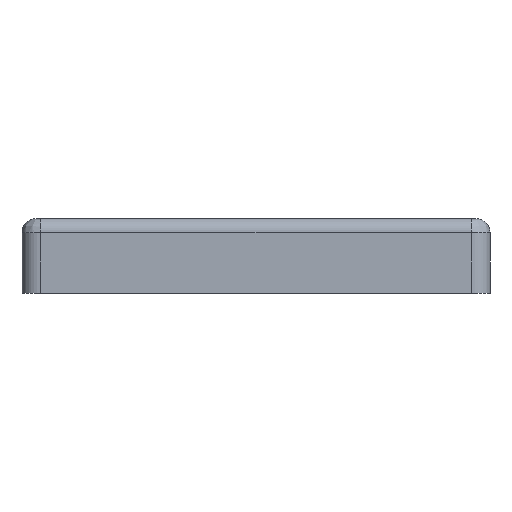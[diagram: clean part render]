
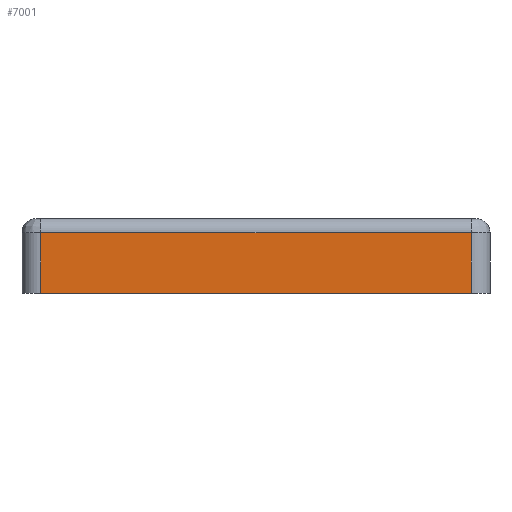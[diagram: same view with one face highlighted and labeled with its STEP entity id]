
A CAD part, front view. The second image highlights one B-rep face of the part: STEP entity #7001.
In plain terms, the highlighted planar face has unit normal (0, -1, 0).
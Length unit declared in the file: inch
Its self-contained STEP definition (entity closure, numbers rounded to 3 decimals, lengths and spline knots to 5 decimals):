
#661 = DIRECTION ( 'NONE',  ( 0., 0., 1. ) ) ;
#685 = DIRECTION ( 'NONE',  ( 0., 1., 0. ) ) ;
#696 = CARTESIAN_POINT ( 'NONE',  ( 1.81102, -1.9685, 0. ) ) ;
#697 = CARTESIAN_POINT ( 'NONE',  ( -1.9685, -1.9685, 0.62992 ) ) ;
#750 = LINE ( 'NONE', #1860, #4966 ) ;
#900 = VERTEX_POINT ( 'NONE', #9403 ) ;
#1013 = PLANE ( 'NONE',  #8044 ) ;
#1281 = LINE ( 'NONE', #6357, #7579 ) ;
#1358 = EDGE_CURVE ( 'NONE', #5319, #5894, #4996, .T. ) ;
#1539 = LINE ( 'NONE', #3636, #5758 ) ;
#1777 = ORIENTED_EDGE ( 'NONE', *, *, #2902, .F. ) ;
#1860 = CARTESIAN_POINT ( 'NONE',  ( -1.81102, -1.9685, 0.62992 ) ) ;
#2777 = CARTESIAN_POINT ( 'NONE',  ( -1.81102, -1.9685, 0.51181 ) ) ;
#2902 = EDGE_CURVE ( 'NONE', #900, #8033, #750, .T. ) ;
#3636 = CARTESIAN_POINT ( 'NONE',  ( -1.9685, -1.9685, 0.51181 ) ) ;
#3735 = DIRECTION ( 'NONE',  ( 1., 0., 0. ) ) ;
#3771 = DIRECTION ( 'NONE',  ( 0., 0., 1. ) ) ;
#4219 = ORIENTED_EDGE ( 'NONE', *, *, #7634, .F. ) ;
#4232 = CARTESIAN_POINT ( 'NONE',  ( 1.81102, -1.9685, 0.51181 ) ) ;
#4966 = VECTOR ( 'NONE', #3771, 39.37008 ) ;
#4985 = VECTOR ( 'NONE', #9515, 39.37008 ) ;
#4996 = LINE ( 'NONE', #9563, #4985 ) ;
#5319 = VERTEX_POINT ( 'NONE', #4232 ) ;
#5758 = VECTOR ( 'NONE', #3735, 39.37008 ) ;
#5894 = VERTEX_POINT ( 'NONE', #696 ) ;
#6350 = DIRECTION ( 'NONE',  ( -1., 0., 0. ) ) ;
#6357 = CARTESIAN_POINT ( 'NONE',  ( -1.9685, -1.9685, 0. ) ) ;
#7001 = ADVANCED_FACE ( 'NONE', ( #7621 ), #1013, .F. ) ;
#7009 = ORIENTED_EDGE ( 'NONE', *, *, #1358, .F. ) ;
#7579 = VECTOR ( 'NONE', #6350, 39.37008 ) ;
#7621 = FACE_OUTER_BOUND ( 'NONE', #9972, .T. ) ;
#7634 = EDGE_CURVE ( 'NONE', #5894, #900, #1281, .T. ) ;
#8033 = VERTEX_POINT ( 'NONE', #2777 ) ;
#8044 = AXIS2_PLACEMENT_3D ( 'NONE', #697, #685, #661 ) ;
#9403 = CARTESIAN_POINT ( 'NONE',  ( -1.81102, -1.9685, 0. ) ) ;
#9515 = DIRECTION ( 'NONE',  ( 0., 0., -1. ) ) ;
#9563 = CARTESIAN_POINT ( 'NONE',  ( 1.81102, -1.9685, 0.62992 ) ) ;
#9851 = ORIENTED_EDGE ( 'NONE', *, *, #9983, .F. ) ;
#9972 = EDGE_LOOP ( 'NONE', ( #9851, #1777, #4219, #7009 ) ) ;
#9983 = EDGE_CURVE ( 'NONE', #8033, #5319, #1539, .T. ) ;
